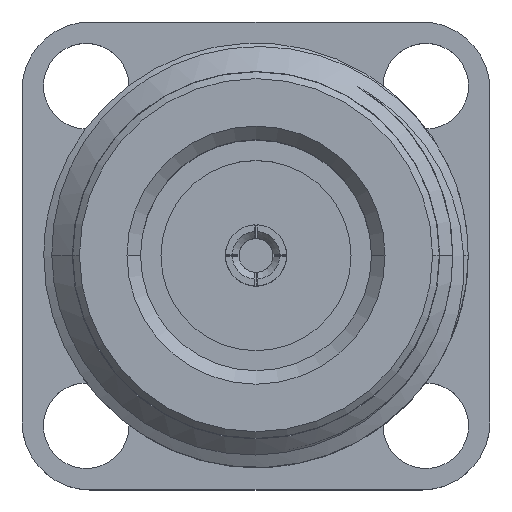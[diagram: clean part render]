
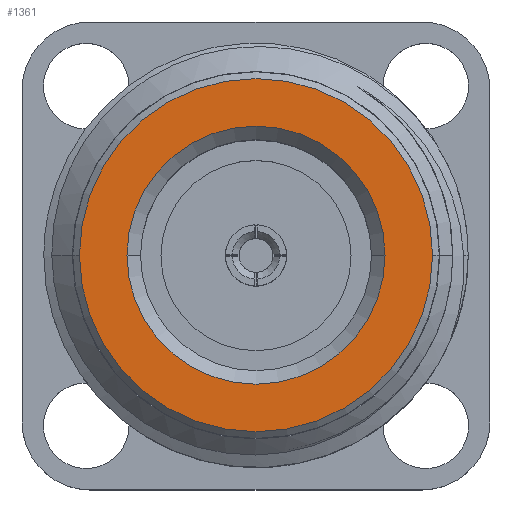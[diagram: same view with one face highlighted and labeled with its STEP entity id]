
A CAD part, top view. The second image highlights one B-rep face of the part: STEP entity #1361.
In plain terms, the highlighted planar face has unit normal (0, 0, 1).
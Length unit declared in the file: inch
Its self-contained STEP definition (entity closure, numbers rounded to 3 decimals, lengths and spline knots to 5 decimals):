
#49 = AXIS2_PLACEMENT_3D ( 'NONE', #1517, #1487, #4750 ) ;
#177 = CIRCLE ( 'NONE', #5043, 0.19 ) ;
#206 = CARTESIAN_POINT ( 'NONE',  ( 0., 0., 0.75984 ) ) ;
#462 = ORIENTED_EDGE ( 'NONE', *, *, #5160, .T. ) ;
#477 = VERTEX_POINT ( 'NONE', #4767 ) ;
#885 = CARTESIAN_POINT ( 'NONE',  ( -0.19, 0., 0.75984 ) ) ;
#1043 = DIRECTION ( 'NONE',  ( 1., 0., 0. ) ) ;
#1099 = AXIS2_PLACEMENT_3D ( 'NONE', #3503, #3910, #2755 ) ;
#1145 = CARTESIAN_POINT ( 'NONE',  ( 0.26, 0., 0.75984 ) ) ;
#1153 = EDGE_LOOP ( 'NONE', ( #2091, #4892 ) ) ;
#1361 = ADVANCED_FACE ( 'NONE', ( #2499, #2879 ), #3785, .T. ) ;
#1425 = EDGE_CURVE ( 'NONE', #1891, #2063, #177, .T. ) ;
#1450 = DIRECTION ( 'NONE',  ( 0., 0., -1. ) ) ;
#1487 = DIRECTION ( 'NONE',  ( 0., 0., -1. ) ) ;
#1517 = CARTESIAN_POINT ( 'NONE',  ( 0., 0., 0.75984 ) ) ;
#1891 = VERTEX_POINT ( 'NONE', #885 ) ;
#2063 = VERTEX_POINT ( 'NONE', #5004 ) ;
#2091 = ORIENTED_EDGE ( 'NONE', *, *, #4573, .F. ) ;
#2182 = ORIENTED_EDGE ( 'NONE', *, *, #1425, .T. ) ;
#2221 = CARTESIAN_POINT ( 'NONE',  ( 0., 0., 0.75984 ) ) ;
#2391 = EDGE_LOOP ( 'NONE', ( #462, #2182 ) ) ;
#2499 = FACE_BOUND ( 'NONE', #2391, .T. ) ;
#2544 = CIRCLE ( 'NONE', #1099, 0.26 ) ;
#2561 = DIRECTION ( 'NONE',  ( 1., 0., 0. ) ) ;
#2736 = AXIS2_PLACEMENT_3D ( 'NONE', #3861, #1450, #1043 ) ;
#2755 = DIRECTION ( 'NONE',  ( -1., 0., 0. ) ) ;
#2879 = FACE_OUTER_BOUND ( 'NONE', #1153, .T. ) ;
#2969 = EDGE_CURVE ( 'NONE', #4624, #477, #2544, .T. ) ;
#3407 = DIRECTION ( 'NONE',  ( 1., 0., 0. ) ) ;
#3503 = CARTESIAN_POINT ( 'NONE',  ( 0., 0., 0.75984 ) ) ;
#3677 = AXIS2_PLACEMENT_3D ( 'NONE', #206, #4596, #2561 ) ;
#3785 = PLANE ( 'NONE',  #3677 ) ;
#3861 = CARTESIAN_POINT ( 'NONE',  ( 0., 0., 0.75984 ) ) ;
#3910 = DIRECTION ( 'NONE',  ( 0., 0., -1. ) ) ;
#4047 = CIRCLE ( 'NONE', #49, 0.26 ) ;
#4573 = EDGE_CURVE ( 'NONE', #477, #4624, #4047, .T. ) ;
#4596 = DIRECTION ( 'NONE',  ( 0., 0., 1. ) ) ;
#4624 = VERTEX_POINT ( 'NONE', #1145 ) ;
#4750 = DIRECTION ( 'NONE',  ( -1., 0., 0. ) ) ;
#4767 = CARTESIAN_POINT ( 'NONE',  ( -0.26, 0., 0.75984 ) ) ;
#4892 = ORIENTED_EDGE ( 'NONE', *, *, #2969, .F. ) ;
#4963 = CIRCLE ( 'NONE', #2736, 0.19 ) ;
#5004 = CARTESIAN_POINT ( 'NONE',  ( 0.19, 0., 0.75984 ) ) ;
#5027 = DIRECTION ( 'NONE',  ( 0., 0., -1. ) ) ;
#5043 = AXIS2_PLACEMENT_3D ( 'NONE', #2221, #5027, #3407 ) ;
#5160 = EDGE_CURVE ( 'NONE', #2063, #1891, #4963, .T. ) ;
